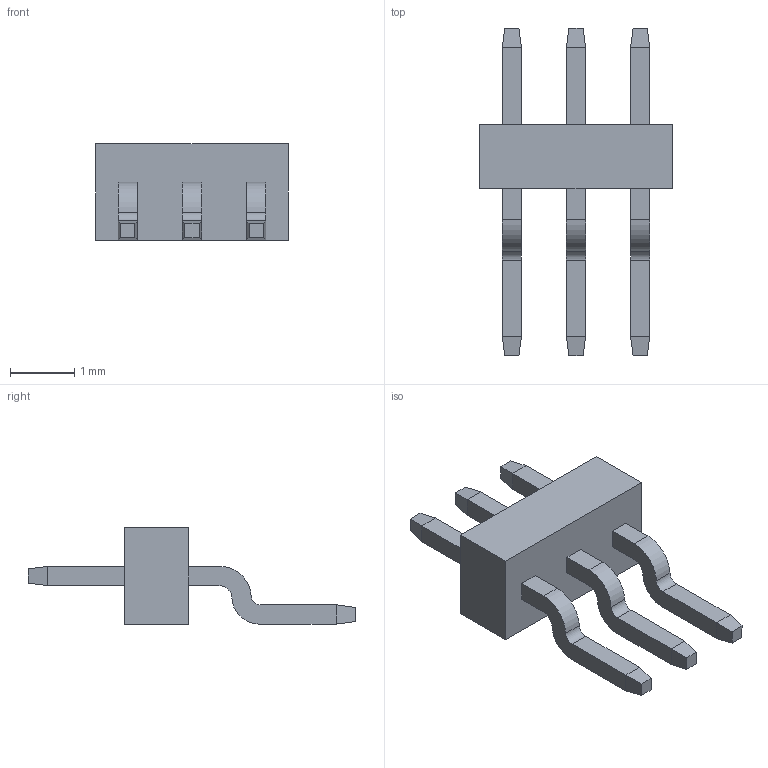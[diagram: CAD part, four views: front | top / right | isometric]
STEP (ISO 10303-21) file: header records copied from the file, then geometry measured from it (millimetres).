
FILE_DESCRIPTION (( 'STEP AP214' ), '1' );
FILE_NAME ('GCT_BC034_03_A_V_0150_L_C.STEP', '2022-10-28T18:26:47', ( '' ), ( '' ), 'SwSTEP 2.0', 'SolidWorks 2019', '' );
FILE_SCHEMA (( 'AUTOMOTIVE_DESIGN' ));
Length unit declared in the file: millimetre
Products named in the file (3): GCT_BC034_03_A_V_0150_L_C_3; GCT_BC034_03_A_V_0150_L_C; GCT_BC034_03_A_V_0150_L_C_7
Assembly tree (4 placements, depth 2):
  GCT_BC034_03_A_V_0150_L_C
    GCT_BC034_03_A_V_0150_L_C_3  x3
    GCT_BC034_03_A_V_0150_L_C_7
Bounding box: 3 x 5.1 x 1.5 mm (x, y, z)
Volume: 5.7 mm3; surface area: 40.7 mm2
Topology: 4 solids, 4 shells, 78 faces, 186 edges, 116 vertices
Faces by surface type: plane 66, cylinder 12
Entity records: 1658 total; most frequent: CARTESIAN_POINT 199, DIRECTION 192, ORIENTED_EDGE 188, EDGE_CURVE 94, VECTOR 86, LINE 86, VERTEX_POINT 60, AXIS2_PLACEMENT_3D 53
